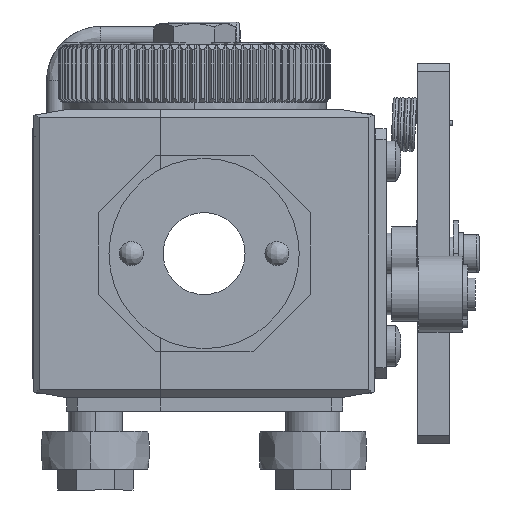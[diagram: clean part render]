
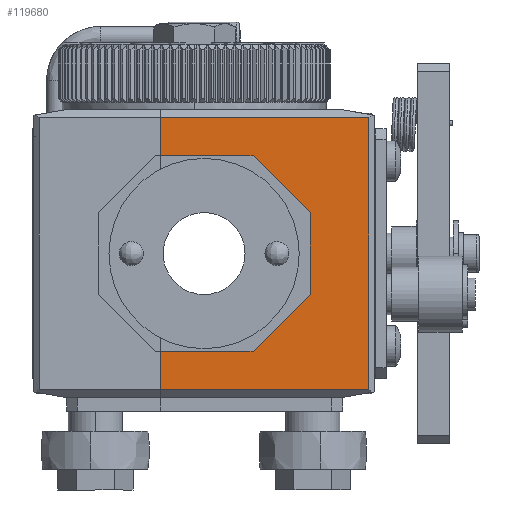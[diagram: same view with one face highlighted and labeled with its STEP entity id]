
A CAD part, left-side view. The second image highlights one B-rep face of the part: STEP entity #119680.
In plain terms, the highlighted planar face has unit normal (-1, 0, 0).
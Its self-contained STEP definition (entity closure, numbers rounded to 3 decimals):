
#1219 = VECTOR ( 'NONE', #32905, 1000. ) ;
#2195 = EDGE_CURVE ( 'NONE', #61113, #139971, #76956, .T. ) ;
#4541 = ORIENTED_EDGE ( 'NONE', *, *, #161121, .T. ) ;
#6598 = CARTESIAN_POINT ( 'NONE',  ( -48.5, -9., -18. ) ) ;
#7496 = VECTOR ( 'NONE', #122889, 1000. ) ;
#7590 = VERTEX_POINT ( 'NONE', #38518 ) ;
#10108 = VECTOR ( 'NONE', #27343, 1000. ) ;
#12950 = EDGE_CURVE ( 'NONE', #7590, #92849, #149087, .T. ) ;
#13401 = DIRECTION ( 'NONE',  ( 0., 0., 1. ) ) ;
#14049 = VECTOR ( 'NONE', #161240, 1000. ) ;
#14763 = VECTOR ( 'NONE', #128533, 1000. ) ;
#18290 = CARTESIAN_POINT ( 'NONE',  ( -48.5, -19.5, 7.5 ) ) ;
#19958 = LINE ( 'NONE', #101582, #68500 ) ;
#23547 = CARTESIAN_POINT ( 'NONE',  ( -48.5, -19.5, 8.55 ) ) ;
#26494 = CARTESIAN_POINT ( 'NONE',  ( -48.5, -30.3, -25.442 ) ) ;
#27343 = DIRECTION ( 'NONE',  ( 0., 0., 1. ) ) ;
#30143 = VERTEX_POINT ( 'NONE', #116140 ) ;
#30252 = LINE ( 'NONE', #86800, #1219 ) ;
#31201 = LINE ( 'NONE', #136268, #50691 ) ;
#31899 = VECTOR ( 'NONE', #78288, 1000. ) ;
#32905 = DIRECTION ( 'NONE',  ( 0., 1., 0. ) ) ;
#33771 = ORIENTED_EDGE ( 'NONE', *, *, #2195, .F. ) ;
#33980 = CARTESIAN_POINT ( 'NONE',  ( -48.5, -10.1, 8.55 ) ) ;
#38518 = CARTESIAN_POINT ( 'NONE',  ( -48.5, -19.5, -7.5 ) ) ;
#43537 = AXIS2_PLACEMENT_3D ( 'NONE', #33980, #75297, #103055 ) ;
#44738 = CARTESIAN_POINT ( 'NONE',  ( -48.5, 8., 18. ) ) ;
#49216 = FACE_OUTER_BOUND ( 'NONE', #133021, .T. ) ;
#50691 = VECTOR ( 'NONE', #13401, 1000. ) ;
#50894 = EDGE_CURVE ( 'NONE', #66081, #7590, #19958, .T. ) ;
#51294 = VERTEX_POINT ( 'NONE', #158491 ) ;
#55778 = EDGE_CURVE ( 'NONE', #30143, #144076, #88438, .T. ) ;
#57328 = VECTOR ( 'NONE', #115338, 1000. ) ;
#57816 = ORIENTED_EDGE ( 'NONE', *, *, #107778, .F. ) ;
#60846 = CARTESIAN_POINT ( 'NONE',  ( -48.5, -19.5, 7.5 ) ) ;
#61113 = VERTEX_POINT ( 'NONE', #159607 ) ;
#66081 = VERTEX_POINT ( 'NONE', #6598 ) ;
#68193 = LINE ( 'NONE', #83390, #7496 ) ;
#68500 = VECTOR ( 'NONE', #153634, 1000. ) ;
#69354 = ORIENTED_EDGE ( 'NONE', *, *, #123380, .T. ) ;
#75039 = CARTESIAN_POINT ( 'NONE',  ( -48.5, -30.3, 25. ) ) ;
#75297 = DIRECTION ( 'NONE',  ( 1., 0., 0. ) ) ;
#76956 = LINE ( 'NONE', #119976, #14049 ) ;
#78288 = DIRECTION ( 'NONE',  ( 0., 0., 1. ) ) ;
#83390 = CARTESIAN_POINT ( 'NONE',  ( -48.5, 8., 8.55 ) ) ;
#86800 = CARTESIAN_POINT ( 'NONE',  ( -48.5, -25.3, 25. ) ) ;
#87081 = CARTESIAN_POINT ( 'NONE',  ( -48.5, 8., 25. ) ) ;
#88438 = LINE ( 'NONE', #143132, #57328 ) ;
#89216 = ORIENTED_EDGE ( 'NONE', *, *, #50894, .F. ) ;
#92849 = VERTEX_POINT ( 'NONE', #60846 ) ;
#94325 = ORIENTED_EDGE ( 'NONE', *, *, #170405, .F. ) ;
#96592 = ORIENTED_EDGE ( 'NONE', *, *, #12950, .F. ) ;
#97236 = DIRECTION ( 'NONE',  ( 0., 0.707, 0.707 ) ) ;
#99898 = LINE ( 'NONE', #18290, #127865 ) ;
#101582 = CARTESIAN_POINT ( 'NONE',  ( -48.5, -9., -18. ) ) ;
#102171 = PLANE ( 'NONE',  #43537 ) ;
#103055 = DIRECTION ( 'NONE',  ( 0., 0., -1. ) ) ;
#107778 = EDGE_CURVE ( 'NONE', #139971, #125707, #68193, .T. ) ;
#113278 = CARTESIAN_POINT ( 'NONE',  ( -48.5, -10.1, -18. ) ) ;
#115338 = DIRECTION ( 'NONE',  ( 0., 1., 0. ) ) ;
#116140 = CARTESIAN_POINT ( 'NONE',  ( -48.5, -30.3, -25. ) ) ;
#119680 = ADVANCED_FACE ( 'NONE', ( #49216 ), #102171, .F. ) ;
#119976 = CARTESIAN_POINT ( 'NONE',  ( -48.5, -10.1, 18. ) ) ;
#121734 = ORIENTED_EDGE ( 'NONE', *, *, #126012, .F. ) ;
#121914 = VERTEX_POINT ( 'NONE', #75039 ) ;
#122889 = DIRECTION ( 'NONE',  ( 0., 0., 1. ) ) ;
#123380 = EDGE_CURVE ( 'NONE', #121914, #125707, #30252, .T. ) ;
#125707 = VERTEX_POINT ( 'NONE', #87081 ) ;
#126012 = EDGE_CURVE ( 'NONE', #144076, #51294, #31201, .T. ) ;
#127865 = VECTOR ( 'NONE', #97236, 1000. ) ;
#128533 = DIRECTION ( 'NONE',  ( 0., -1., 0. ) ) ;
#133021 = EDGE_LOOP ( 'NONE', ( #177312, #4541, #69354, #57816, #33771, #94325, #96592, #89216, #170110, #121734 ) ) ;
#136268 = CARTESIAN_POINT ( 'NONE',  ( -48.5, 8., 8.55 ) ) ;
#136824 = LINE ( 'NONE', #26494, #10108 ) ;
#139971 = VERTEX_POINT ( 'NONE', #44738 ) ;
#141959 = LINE ( 'NONE', #113278, #14763 ) ;
#143132 = CARTESIAN_POINT ( 'NONE',  ( -48.5, -10.1, -25. ) ) ;
#144076 = VERTEX_POINT ( 'NONE', #161541 ) ;
#145922 = EDGE_CURVE ( 'NONE', #51294, #66081, #141959, .T. ) ;
#149087 = LINE ( 'NONE', #23547, #31899 ) ;
#153634 = DIRECTION ( 'NONE',  ( 0., -0.707, 0.707 ) ) ;
#158491 = CARTESIAN_POINT ( 'NONE',  ( -48.5, 8., -18. ) ) ;
#159607 = CARTESIAN_POINT ( 'NONE',  ( -48.5, -9., 18. ) ) ;
#161121 = EDGE_CURVE ( 'NONE', #30143, #121914, #136824, .T. ) ;
#161240 = DIRECTION ( 'NONE',  ( 0., 1., 0. ) ) ;
#161541 = CARTESIAN_POINT ( 'NONE',  ( -48.5, 8., -25. ) ) ;
#170110 = ORIENTED_EDGE ( 'NONE', *, *, #145922, .F. ) ;
#170405 = EDGE_CURVE ( 'NONE', #92849, #61113, #99898, .T. ) ;
#177312 = ORIENTED_EDGE ( 'NONE', *, *, #55778, .F. ) ;
